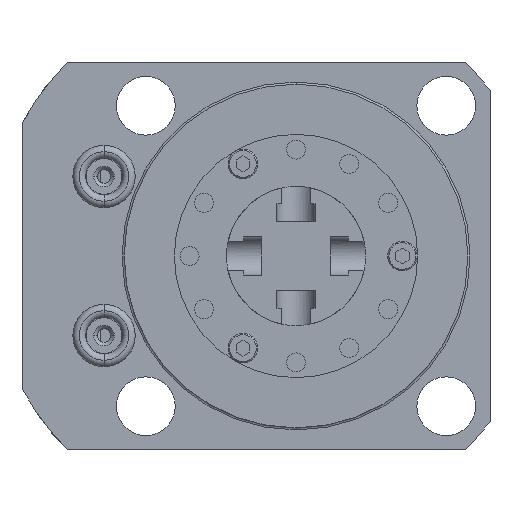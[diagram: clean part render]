
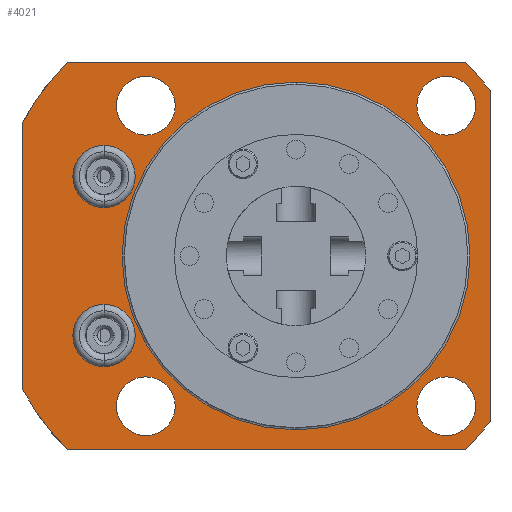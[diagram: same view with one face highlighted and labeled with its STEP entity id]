
A CAD part, front view. The second image highlights one B-rep face of the part: STEP entity #4021.
In plain terms, the highlighted planar face has unit normal (0, -1, 0).
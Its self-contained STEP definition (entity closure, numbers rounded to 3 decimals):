
#755=CARTESIAN_POINT('',(0.,97.028,0.));
#756=DIRECTION('',(0.,-1.,0.));
#757=DIRECTION('',(0.,0.,1.));
#758=AXIS2_PLACEMENT_3D('',#755,#756,#757);
#770=CARTESIAN_POINT('',(-5.41,97.028,0.));
#771=DIRECTION('',(0.,-1.,0.));
#772=DIRECTION('',(-0.879,0.,-0.477));
#773=AXIS2_PLACEMENT_3D('',#770,#771,#772);
#775=CARTESIAN_POINT('',(-5.41,97.028,0.));
#776=DIRECTION('',(0.,-1.,0.));
#777=DIRECTION('',(-0.717,0.,0.698));
#778=AXIS2_PLACEMENT_3D('',#775,#776,#777);
#780=CARTESIAN_POINT('',(-5.41,97.028,0.));
#781=DIRECTION('',(0.,-1.,0.));
#782=DIRECTION('',(0.804,0.,0.595));
#783=AXIS2_PLACEMENT_3D('',#780,#781,#782);
#785=CARTESIAN_POINT('',(-5.41,97.028,0.));
#786=DIRECTION('',(0.,-1.,0.));
#787=DIRECTION('',(0.717,0.,-0.698));
#788=AXIS2_PLACEMENT_3D('',#785,#786,#787);
#790=CARTESIAN_POINT('',(27.432,97.028,-27.432));
#791=DIRECTION('',(0.,-1.,0.));
#792=DIRECTION('',(1.,0.,0.));
#793=AXIS2_PLACEMENT_3D('',#790,#791,#792);
#795=CARTESIAN_POINT('',(27.432,97.028,-27.432));
#796=DIRECTION('',(0.,-1.,0.));
#797=DIRECTION('',(-1.,0.,0.));
#798=AXIS2_PLACEMENT_3D('',#795,#796,#797);
#800=CARTESIAN_POINT('',(27.432,97.028,27.432));
#801=DIRECTION('',(0.,-1.,0.));
#802=DIRECTION('',(1.,0.,0.));
#803=AXIS2_PLACEMENT_3D('',#800,#801,#802);
#805=CARTESIAN_POINT('',(27.432,97.028,27.432));
#806=DIRECTION('',(0.,-1.,0.));
#807=DIRECTION('',(-1.,0.,0.));
#808=AXIS2_PLACEMENT_3D('',#805,#806,#807);
#810=CARTESIAN_POINT('',(-27.432,97.028,-27.432));
#811=DIRECTION('',(0.,-1.,0.));
#812=DIRECTION('',(1.,0.,0.));
#813=AXIS2_PLACEMENT_3D('',#810,#811,#812);
#815=CARTESIAN_POINT('',(-27.432,97.028,-27.432));
#816=DIRECTION('',(0.,-1.,0.));
#817=DIRECTION('',(-1.,0.,0.));
#818=AXIS2_PLACEMENT_3D('',#815,#816,#817);
#820=CARTESIAN_POINT('',(-27.432,97.028,27.432));
#821=DIRECTION('',(0.,-1.,0.));
#822=DIRECTION('',(1.,0.,0.));
#823=AXIS2_PLACEMENT_3D('',#820,#821,#822);
#825=CARTESIAN_POINT('',(-27.432,97.028,27.432));
#826=DIRECTION('',(0.,-1.,0.));
#827=DIRECTION('',(-1.,0.,0.));
#828=AXIS2_PLACEMENT_3D('',#825,#826,#827);
#830=CARTESIAN_POINT('',(-35.077,97.028,-14.529));
#831=DIRECTION('',(0.,1.,0.));
#832=DIRECTION('',(-1.,0.,0.));
#833=AXIS2_PLACEMENT_3D('',#830,#831,#832);
#835=CARTESIAN_POINT('',(-35.077,97.028,-14.529));
#836=DIRECTION('',(0.,1.,0.));
#837=DIRECTION('',(1.,0.,0.));
#838=AXIS2_PLACEMENT_3D('',#835,#836,#837);
#840=CARTESIAN_POINT('',(-35.077,97.028,14.529));
#841=DIRECTION('',(0.,1.,0.));
#842=DIRECTION('',(-1.,0.,0.));
#843=AXIS2_PLACEMENT_3D('',#840,#841,#842);
#845=CARTESIAN_POINT('',(-35.077,97.028,14.529));
#846=DIRECTION('',(0.,1.,0.));
#847=DIRECTION('',(1.,0.,0.));
#848=AXIS2_PLACEMENT_3D('',#845,#846,#847);
#874=DIRECTION('',(-1.,0.,0.));
#875=VECTOR('',#874,72.805);
#876=CARTESIAN_POINT('',(30.993,97.028,-35.433));
#877=LINE('',#876,#875);
#933=DIRECTION('',(0.,0.,1.));
#934=VECTOR('',#933,48.446);
#935=CARTESIAN_POINT('',(-50.063,97.028,-24.223));
#936=LINE('',#935,#934);
#1143=DIRECTION('',(0.,0.,-1.));
#1144=VECTOR('',#1143,60.415);
#1145=CARTESIAN_POINT('',(35.433,97.028,30.207));
#1146=LINE('',#1145,#1144);
#1254=DIRECTION('',(1.,0.,0.));
#1255=VECTOR('',#1254,72.805);
#1256=CARTESIAN_POINT('',(-41.813,97.028,35.433));
#1257=LINE('',#1256,#1255);
#2085=CARTESIAN_POINT('',(0.,97.028,0.));
#2086=DIRECTION('',(0.,-1.,0.));
#2087=DIRECTION('',(0.,0.,-1.));
#2088=AXIS2_PLACEMENT_3D('',#2085,#2086,#2087);
#2602=CARTESIAN_POINT('',(30.993,97.028,-35.433));
#2603=CARTESIAN_POINT('',(-41.813,97.028,-35.433));
#2604=VERTEX_POINT('',#2602);
#2605=VERTEX_POINT('',#2603);
#2606=CARTESIAN_POINT('',(-50.063,97.028,-24.223));
#2607=CARTESIAN_POINT('',(-50.063,97.028,24.223));
#2608=VERTEX_POINT('',#2606);
#2609=VERTEX_POINT('',#2607);
#2610=CARTESIAN_POINT('',(-41.813,97.028,35.433));
#2611=CARTESIAN_POINT('',(30.993,97.028,35.433));
#2612=VERTEX_POINT('',#2610);
#2613=VERTEX_POINT('',#2611);
#2614=CARTESIAN_POINT('',(35.433,97.028,30.207));
#2615=CARTESIAN_POINT('',(35.433,97.028,-30.207));
#2616=VERTEX_POINT('',#2614);
#2617=VERTEX_POINT('',#2615);
#2618=CARTESIAN_POINT('',(32.792,97.028,-27.432));
#2619=CARTESIAN_POINT('',(22.073,97.028,-27.432));
#2620=VERTEX_POINT('',#2618);
#2621=VERTEX_POINT('',#2619);
#2626=CARTESIAN_POINT('',(-40.779,97.028,-14.529));
#2627=CARTESIAN_POINT('',(-29.375,97.028,-14.529));
#2628=VERTEX_POINT('',#2626);
#2629=VERTEX_POINT('',#2627);
#2648=CARTESIAN_POINT('',(0.,97.028,-31.775));
#2649=CARTESIAN_POINT('',(0.,97.028,31.775));
#2650=VERTEX_POINT('',#2648);
#2651=VERTEX_POINT('',#2649);
#2698=CARTESIAN_POINT('',(32.792,97.028,27.432));
#2699=CARTESIAN_POINT('',(22.073,97.028,27.432));
#2700=VERTEX_POINT('',#2698);
#2701=VERTEX_POINT('',#2699);
#2702=CARTESIAN_POINT('',(-22.073,97.028,-27.432));
#2703=CARTESIAN_POINT('',(-32.792,97.028,-27.432));
#2704=VERTEX_POINT('',#2702);
#2705=VERTEX_POINT('',#2703);
#2706=CARTESIAN_POINT('',(-22.073,97.028,27.432));
#2707=CARTESIAN_POINT('',(-32.792,97.028,27.432));
#2708=VERTEX_POINT('',#2706);
#2709=VERTEX_POINT('',#2707);
#2781=CARTESIAN_POINT('',(-40.779,97.028,14.529));
#2782=CARTESIAN_POINT('',(-29.375,97.028,14.529));
#2783=VERTEX_POINT('',#2781);
#2784=VERTEX_POINT('',#2782);
#3957=CARTESIAN_POINT('',(0.,97.028,0.));
#3958=DIRECTION('',(0.,-1.,0.));
#3959=DIRECTION('',(0.,0.,1.));
#3960=AXIS2_PLACEMENT_3D('',#3957,#3958,#3959);
#3961=PLANE('',#3960);
#3963=ORIENTED_EDGE('',*,*,#3962,.T.);
#3965=ORIENTED_EDGE('',*,*,#3964,.F.);
#3967=ORIENTED_EDGE('',*,*,#3966,.T.);
#3969=ORIENTED_EDGE('',*,*,#3968,.F.);
#3971=ORIENTED_EDGE('',*,*,#3970,.T.);
#3973=ORIENTED_EDGE('',*,*,#3972,.F.);
#3975=ORIENTED_EDGE('',*,*,#3974,.T.);
#3977=ORIENTED_EDGE('',*,*,#3976,.F.);
#3978=EDGE_LOOP('',(#3963,#3965,#3967,#3969,#3971,#3973,#3975,#3977));
#3979=FACE_OUTER_BOUND('',#3978,.F.);
#3981=ORIENTED_EDGE('',*,*,#3980,.T.);
#3982=ORIENTED_EDGE('',*,*,#3947,.T.);
#3983=EDGE_LOOP('',(#3981,#3982));
#3984=FACE_BOUND('',#3983,.F.);
#3986=ORIENTED_EDGE('',*,*,#3985,.T.);
#3988=ORIENTED_EDGE('',*,*,#3987,.T.);
#3989=EDGE_LOOP('',(#3986,#3988));
#3990=FACE_BOUND('',#3989,.F.);
#3992=ORIENTED_EDGE('',*,*,#3991,.T.);
#3994=ORIENTED_EDGE('',*,*,#3993,.T.);
#3995=EDGE_LOOP('',(#3992,#3994));
#3996=FACE_BOUND('',#3995,.F.);
#3998=ORIENTED_EDGE('',*,*,#3997,.T.);
#4000=ORIENTED_EDGE('',*,*,#3999,.T.);
#4001=EDGE_LOOP('',(#3998,#4000));
#4002=FACE_BOUND('',#4001,.F.);
#4004=ORIENTED_EDGE('',*,*,#4003,.T.);
#4006=ORIENTED_EDGE('',*,*,#4005,.T.);
#4007=EDGE_LOOP('',(#4004,#4006));
#4008=FACE_BOUND('',#4007,.F.);
#4010=ORIENTED_EDGE('',*,*,#4009,.F.);
#4012=ORIENTED_EDGE('',*,*,#4011,.F.);
#4013=EDGE_LOOP('',(#4010,#4012));
#4014=FACE_BOUND('',#4013,.F.);
#4016=ORIENTED_EDGE('',*,*,#4015,.F.);
#4018=ORIENTED_EDGE('',*,*,#4017,.F.);
#4019=EDGE_LOOP('',(#4016,#4018));
#4020=FACE_BOUND('',#4019,.F.);
#759=CIRCLE('',#758,31.775);
#774=CIRCLE('',#773,50.8);
#779=CIRCLE('',#778,50.8);
#784=CIRCLE('',#783,50.8);
#789=CIRCLE('',#788,50.8);
#794=CIRCLE('',#793,5.36);
#799=CIRCLE('',#798,5.36);
#804=CIRCLE('',#803,5.36);
#809=CIRCLE('',#808,5.36);
#814=CIRCLE('',#813,5.36);
#819=CIRCLE('',#818,5.36);
#824=CIRCLE('',#823,5.36);
#829=CIRCLE('',#828,5.36);
#834=CIRCLE('',#833,5.702);
#839=CIRCLE('',#838,5.702);
#844=CIRCLE('',#843,5.702);
#849=CIRCLE('',#848,5.702);
#2089=CIRCLE('',#2088,31.775);
#3947=EDGE_CURVE('',#2651,#2650,#759,.T.);
#3962=EDGE_CURVE('',#2604,#2605,#877,.T.);
#3964=EDGE_CURVE('',#2608,#2605,#774,.T.);
#3966=EDGE_CURVE('',#2608,#2609,#936,.T.);
#3968=EDGE_CURVE('',#2612,#2609,#779,.T.);
#3970=EDGE_CURVE('',#2612,#2613,#1257,.T.);
#3972=EDGE_CURVE('',#2616,#2613,#784,.T.);
#3974=EDGE_CURVE('',#2616,#2617,#1146,.T.);
#3976=EDGE_CURVE('',#2604,#2617,#789,.T.);
#3980=EDGE_CURVE('',#2650,#2651,#2089,.T.);
#3985=EDGE_CURVE('',#2620,#2621,#794,.T.);
#3987=EDGE_CURVE('',#2621,#2620,#799,.T.);
#3991=EDGE_CURVE('',#2700,#2701,#804,.T.);
#3993=EDGE_CURVE('',#2701,#2700,#809,.T.);
#3997=EDGE_CURVE('',#2704,#2705,#814,.T.);
#3999=EDGE_CURVE('',#2705,#2704,#819,.T.);
#4003=EDGE_CURVE('',#2708,#2709,#824,.T.);
#4005=EDGE_CURVE('',#2709,#2708,#829,.T.);
#4009=EDGE_CURVE('',#2628,#2629,#834,.T.);
#4011=EDGE_CURVE('',#2629,#2628,#839,.T.);
#4015=EDGE_CURVE('',#2783,#2784,#844,.T.);
#4017=EDGE_CURVE('',#2784,#2783,#849,.T.);
#4021=ADVANCED_FACE('',(#3979,#3984,#3990,#3996,#4002,#4008,#4014,#4020),#3961,
.T.);
